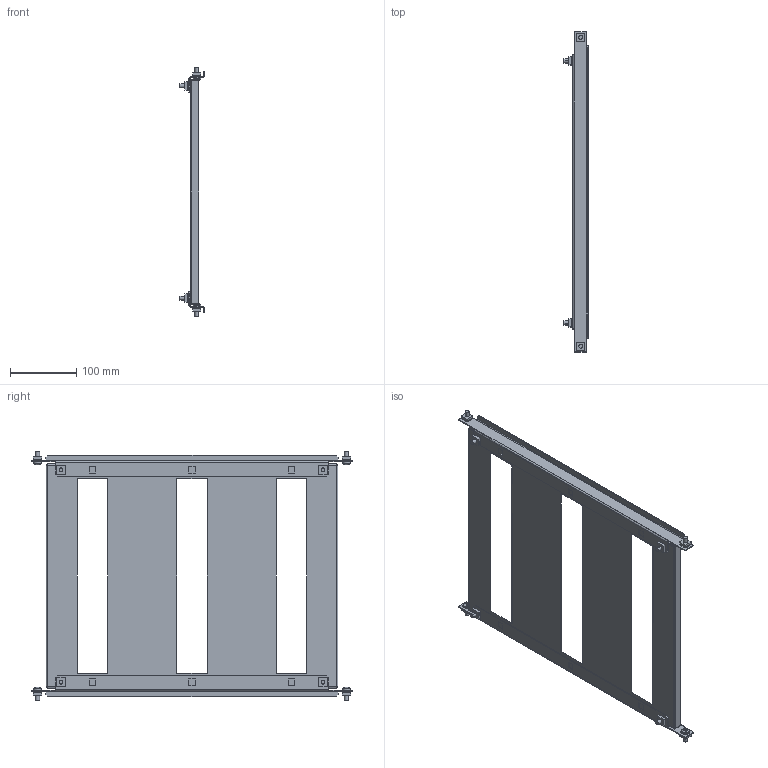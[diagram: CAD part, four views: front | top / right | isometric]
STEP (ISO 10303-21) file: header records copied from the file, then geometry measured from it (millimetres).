
FILE_DESCRIPTION (( 'STEP AP214' ), '1' );
FILE_NAME ('Ôàëüøïàíåëü íà 48 ìîäóëåé äëÿ 50.40.22 Ãðàíèò EKF PROxima.STEP', '2022-06-28T07:29:19', ( '' ), ( '' ), 'SwSTEP 2.0', 'SolidWorks 2021', '' );
FILE_SCHEMA (( 'AUTOMOTIVE_DESIGN' ));
Length unit declared in the file: millimetre
Products named in the file (5): ﾌﾈ-2395.06.00.001 ﾍ瑜粱 500; Ôàëüøïàíåëü íà 48 ìîäóëåé äëÿ 50.40.22 Ãðàíèò EKF PROxima; Ãàéêà êóçîâíàÿ Ì6; pan head cross recess screw_din_DIN EN ISO 7045 - M6 x 16 - Z - 16N; ÌÈ-2395.07.00.001 Ôàëüøïàíåëü
Assembly tree (19 placements, depth 2):
  Ôàëüøïàíåëü íà 48 ìîäóëåé äëÿ 50.40.22 Ãðàíèò EKF PROxima
    ÌÈ-2395.07.00.001 Ôàëüøïàíåëü
    ﾌﾈ-2395.06.00.001 ﾍ瑜粱 500  x2
    Ãàéêà êóçîâíàÿ Ì6  x8
    pan head cross recess screw_din_DIN EN ISO 7045 - M6 x 16 - Z - 16N  x8
Bounding box: 36.3 x 483 x 376 mm (x, y, z)
Volume: 165999.8 mm3; surface area: 358917.7 mm2
Topology: 19 solids, 19 shells, 730 faces, 1892 edges, 1192 vertices
Faces by surface type: plane 458, cylinder 168, cone 48, torus 32, sphere 16, bspline 8
Entity records: 6194 total; most frequent: CARTESIAN_POINT 1483, ORIENTED_EDGE 932, DIRECTION 894, EDGE_CURVE 466, LINE 338, VECTOR 338, VERTEX_POINT 291, AXIS2_PLACEMENT_3D 278
